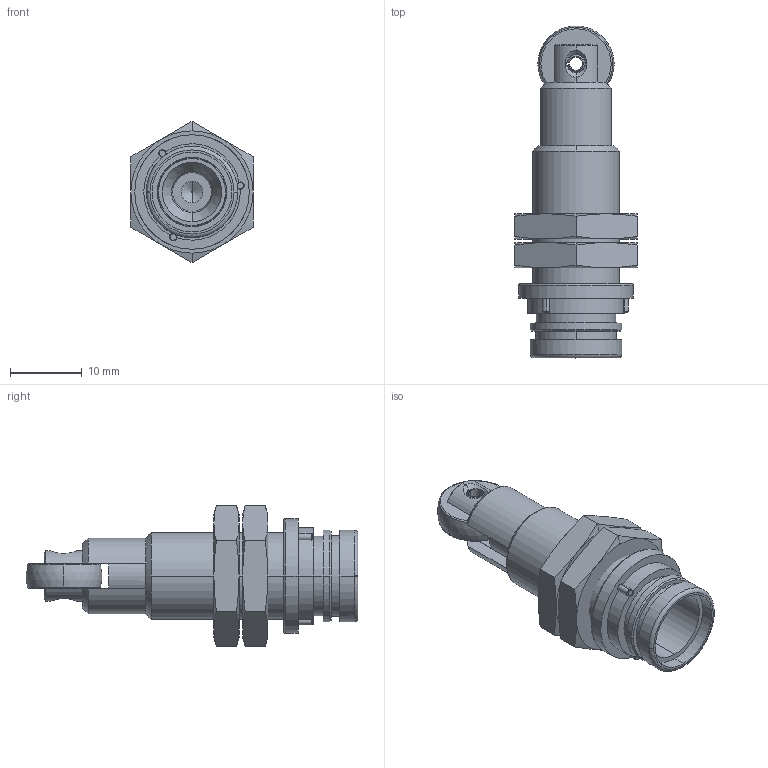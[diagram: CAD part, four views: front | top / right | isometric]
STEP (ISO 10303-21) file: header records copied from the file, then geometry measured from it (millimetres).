
FILE_DESCRIPTION(('STEP AP242'),'1');
FILE_NAME('switch_zcef2.stp','2019-12-10T08:06:31',('TraceParts'),('TraceParts S.A.'),'Spatial InterOp 3D',' ',' ');
FILE_SCHEMA(('AP242_MANAGED_MODEL_BASED_3D_ENGINEERING_MIM_LF {1 0 10303 442 1 1 4}'));
Length unit declared in the file: millimetre
Products named in the file (1): switch_zcef2_1
Bounding box: 17 x 46.14 x 19.63 mm (x, y, z)
Volume: 4571.4 mm3; surface area: 5761.8 mm2
Topology: 10 solids, 10 shells, 263 faces, 596 edges, 359 vertices
Faces by surface type: cone 92, cylinder 72, plane 57, torus 38, sphere 4
Entity records: 7819 total; most frequent: CARTESIAN_POINT 1686, DIRECTION 1430, ORIENTED_EDGE 1188, AXIS2_PLACEMENT_3D 625, EDGE_CURVE 594, VERTEX_POINT 359, CIRCLE 352, EDGE_LOOP 291
